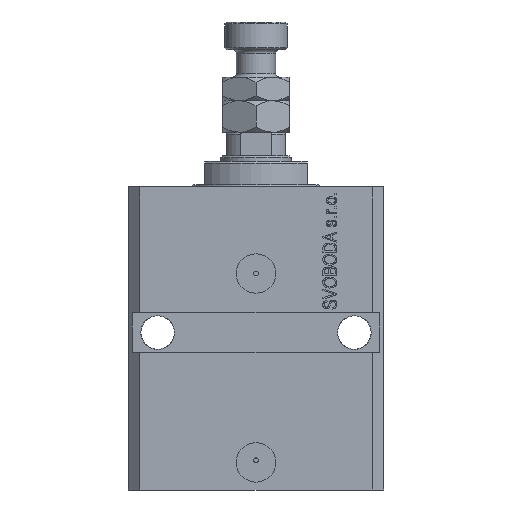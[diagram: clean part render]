
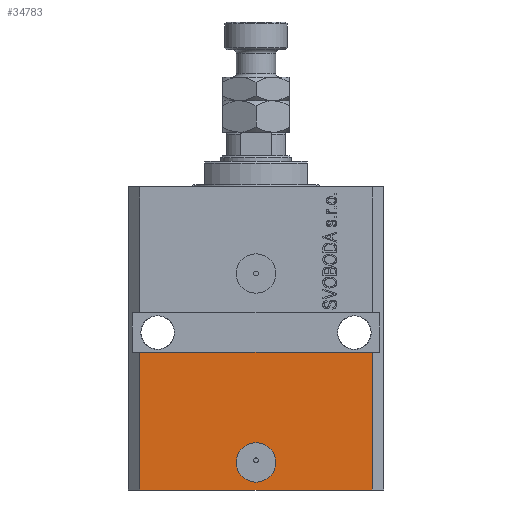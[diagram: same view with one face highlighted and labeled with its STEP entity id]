
A CAD part, front view. The second image highlights one B-rep face of the part: STEP entity #34783.
In plain terms, the highlighted planar face has unit normal (0, -1, 0).
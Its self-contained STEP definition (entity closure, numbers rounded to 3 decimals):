
#314 = EDGE_CURVE ( 'NONE', #10369, #31679, #38566, .T. ) ;
#483 = VECTOR ( 'NONE', #13140, 1000. ) ;
#623 = CARTESIAN_POINT ( 'NONE',  ( 0., -22.5, -70. ) ) ;
#761 = ORIENTED_EDGE ( 'NONE', *, *, #29560, .F. ) ;
#955 = VERTEX_POINT ( 'NONE', #46603 ) ;
#1332 = CARTESIAN_POINT ( 'NONE',  ( -32.5, -22.5, -42. ) ) ;
#3745 = ORIENTED_EDGE ( 'NONE', *, *, #314, .T. ) ;
#3911 = EDGE_LOOP ( 'NONE', ( #761, #41299, #21879, #3745 ) ) ;
#4045 = DIRECTION ( 'NONE',  ( 0., -1., 0. ) ) ;
#4248 = DIRECTION ( 'NONE',  ( 0., 0., 1. ) ) ;
#5444 = EDGE_LOOP ( 'NONE', ( #28179, #8192 ) ) ;
#5797 = CARTESIAN_POINT ( 'NONE',  ( -29.5, -22.5, -42. ) ) ;
#8192 = ORIENTED_EDGE ( 'NONE', *, *, #15877, .F. ) ;
#8234 = VERTEX_POINT ( 'NONE', #5797 ) ;
#8904 = CARTESIAN_POINT ( 'NONE',  ( -29.5, -22.5, -77. ) ) ;
#8967 = LINE ( 'NONE', #1332, #27245 ) ;
#10369 = VERTEX_POINT ( 'NONE', #26680 ) ;
#13140 = DIRECTION ( 'NONE',  ( 1., 0., 0. ) ) ;
#14206 = CARTESIAN_POINT ( 'NONE',  ( 29.5, -22.5, -42. ) ) ;
#14429 = CARTESIAN_POINT ( 'NONE',  ( -29.5, -22.5, -77. ) ) ;
#15672 = DIRECTION ( 'NONE',  ( 1., 0., 0. ) ) ;
#15877 = EDGE_CURVE ( 'NONE', #33835, #955, #22956, .T. ) ;
#16331 = LINE ( 'NONE', #8904, #43900 ) ;
#18628 = FACE_BOUND ( 'NONE', #5444, .T. ) ;
#19505 = DIRECTION ( 'NONE',  ( 0., -1., 0. ) ) ;
#21879 = ORIENTED_EDGE ( 'NONE', *, *, #27551, .T. ) ;
#22956 = CIRCLE ( 'NONE', #23065, 5. ) ;
#22966 = CARTESIAN_POINT ( 'NONE',  ( 0., -22.5, -70. ) ) ;
#23065 = AXIS2_PLACEMENT_3D ( 'NONE', #623, #23578, #15672 ) ;
#23578 = DIRECTION ( 'NONE',  ( 0., -1., 0. ) ) ;
#24049 = DIRECTION ( 'NONE',  ( 1., 0., 0. ) ) ;
#25775 = CIRCLE ( 'NONE', #45442, 5. ) ;
#26680 = CARTESIAN_POINT ( 'NONE',  ( 29.5, -22.5, -77. ) ) ;
#27245 = VECTOR ( 'NONE', #24049, 1000. ) ;
#27551 = EDGE_CURVE ( 'NONE', #31663, #10369, #46949, .T. ) ;
#28179 = ORIENTED_EDGE ( 'NONE', *, *, #31996, .F. ) ;
#29560 = EDGE_CURVE ( 'NONE', #8234, #31679, #8967, .T. ) ;
#30860 = DIRECTION ( 'NONE',  ( 1., 0., 0. ) ) ;
#31397 = DIRECTION ( 'NONE',  ( 0., 0., 1. ) ) ;
#31398 = AXIS2_PLACEMENT_3D ( 'NONE', #14429, #4045, #44542 ) ;
#31663 = VERTEX_POINT ( 'NONE', #46561 ) ;
#31679 = VERTEX_POINT ( 'NONE', #14206 ) ;
#31833 = EDGE_CURVE ( 'NONE', #31663, #8234, #16331, .T. ) ;
#31996 = EDGE_CURVE ( 'NONE', #955, #33835, #25775, .T. ) ;
#33679 = VECTOR ( 'NONE', #4248, 1000. ) ;
#33835 = VERTEX_POINT ( 'NONE', #46536 ) ;
#34783 = ADVANCED_FACE ( 'NONE', ( #18628, #37157 ), #48726, .T. ) ;
#37157 = FACE_OUTER_BOUND ( 'NONE', #3911, .T. ) ;
#37839 = CARTESIAN_POINT ( 'NONE',  ( 29.5, -22.5, -77. ) ) ;
#38566 = LINE ( 'NONE', #37839, #33679 ) ;
#41299 = ORIENTED_EDGE ( 'NONE', *, *, #31833, .F. ) ;
#43509 = CARTESIAN_POINT ( 'NONE',  ( -29.5, -22.5, -77. ) ) ;
#43900 = VECTOR ( 'NONE', #31397, 1000. ) ;
#44542 = DIRECTION ( 'NONE',  ( 1., 0., 0. ) ) ;
#45442 = AXIS2_PLACEMENT_3D ( 'NONE', #22966, #19505, #30860 ) ;
#46536 = CARTESIAN_POINT ( 'NONE',  ( -5., -22.5, -70. ) ) ;
#46561 = CARTESIAN_POINT ( 'NONE',  ( -29.5, -22.5, -77. ) ) ;
#46603 = CARTESIAN_POINT ( 'NONE',  ( 5., -22.5, -70. ) ) ;
#46949 = LINE ( 'NONE', #43509, #483 ) ;
#48726 = PLANE ( 'NONE',  #31398 ) ;
